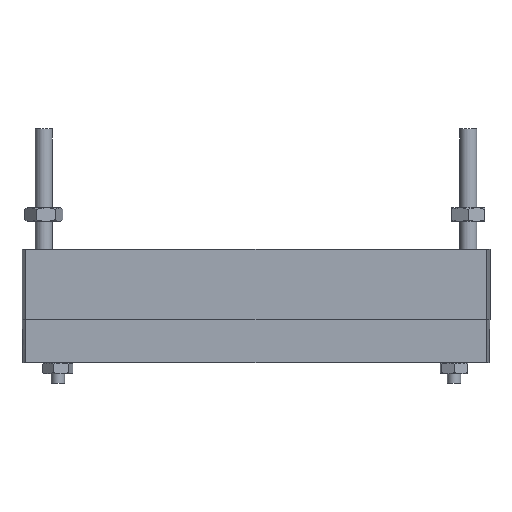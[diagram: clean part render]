
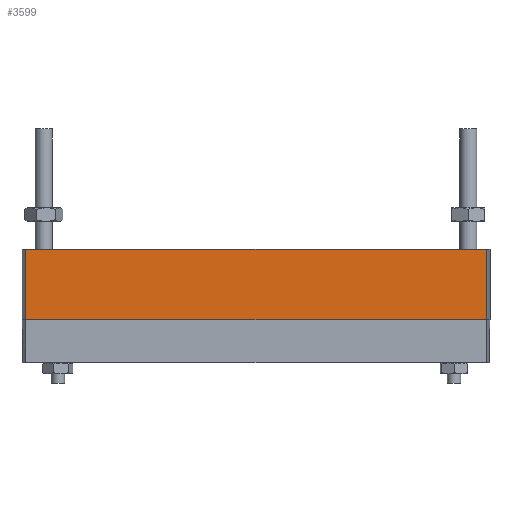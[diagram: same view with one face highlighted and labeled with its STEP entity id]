
A CAD part, front view. The second image highlights one B-rep face of the part: STEP entity #3599.
In plain terms, the highlighted planar face has unit normal (0, -1, 0).
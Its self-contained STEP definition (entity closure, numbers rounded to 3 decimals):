
#565 = AXIS2_PLACEMENT_3D ( 'NONE', #17797, #16353, #581 ) ;
#581 = DIRECTION ( 'NONE',  ( 1., 0., 0. ) ) ;
#1758 = DIRECTION ( 'NONE',  ( 0., 0., 1. ) ) ;
#1993 = CARTESIAN_POINT ( 'NONE',  ( -34.437, -6.25, 0. ) ) ;
#2518 = ORIENTED_EDGE ( 'NONE', *, *, #10712, .F. ) ;
#2680 = CARTESIAN_POINT ( 'NONE',  ( 34.437, -6.25, 0. ) ) ;
#3390 = CARTESIAN_POINT ( 'NONE',  ( 34.437, -6.25, -10.5 ) ) ;
#3599 = ADVANCED_FACE ( 'NONE', ( #12035 ), #15202, .T. ) ;
#3875 = LINE ( 'NONE', #3969, #14602 ) ;
#3882 = VECTOR ( 'NONE', #11631, 1000. ) ;
#3969 = CARTESIAN_POINT ( 'NONE',  ( 34.437, -6.25, -10.5 ) ) ;
#5011 = CARTESIAN_POINT ( 'NONE',  ( -34.437, -6.25, -10.5 ) ) ;
#5322 = VERTEX_POINT ( 'NONE', #14204 ) ;
#6226 = ORIENTED_EDGE ( 'NONE', *, *, #13919, .T. ) ;
#6367 = ORIENTED_EDGE ( 'NONE', *, *, #13165, .F. ) ;
#6409 = EDGE_LOOP ( 'NONE', ( #2518, #6367, #6226, #18599 ) ) ;
#7941 = VERTEX_POINT ( 'NONE', #1993 ) ;
#8084 = DIRECTION ( 'NONE',  ( 0., 0., 1. ) ) ;
#8380 = VERTEX_POINT ( 'NONE', #11987 ) ;
#9927 = EDGE_CURVE ( 'NONE', #17466, #8380, #17917, .T. ) ;
#10712 = EDGE_CURVE ( 'NONE', #7941, #8380, #15752, .T. ) ;
#11631 = DIRECTION ( 'NONE',  ( 1., 0., 0. ) ) ;
#11897 = VECTOR ( 'NONE', #1758, 1000. ) ;
#11987 = CARTESIAN_POINT ( 'NONE',  ( 34.437, -6.25, 0. ) ) ;
#12035 = FACE_OUTER_BOUND ( 'NONE', #6409, .T. ) ;
#12058 = CARTESIAN_POINT ( 'NONE',  ( 34.437, -6.25, -10.5 ) ) ;
#12879 = VECTOR ( 'NONE', #8084, 1000. ) ;
#13165 = EDGE_CURVE ( 'NONE', #5322, #7941, #18452, .T. ) ;
#13919 = EDGE_CURVE ( 'NONE', #5322, #17466, #3875, .T. ) ;
#14204 = CARTESIAN_POINT ( 'NONE',  ( -34.437, -6.25, -10.5 ) ) ;
#14602 = VECTOR ( 'NONE', #16954, 1000. ) ;
#15202 = PLANE ( 'NONE',  #565 ) ;
#15752 = LINE ( 'NONE', #2680, #3882 ) ;
#16353 = DIRECTION ( 'NONE',  ( 0., -1., 0. ) ) ;
#16954 = DIRECTION ( 'NONE',  ( 1., 0., 0. ) ) ;
#17466 = VERTEX_POINT ( 'NONE', #3390 ) ;
#17797 = CARTESIAN_POINT ( 'NONE',  ( 34.437, -6.25, -10.5 ) ) ;
#17917 = LINE ( 'NONE', #12058, #11897 ) ;
#18452 = LINE ( 'NONE', #5011, #12879 ) ;
#18599 = ORIENTED_EDGE ( 'NONE', *, *, #9927, .T. ) ;
